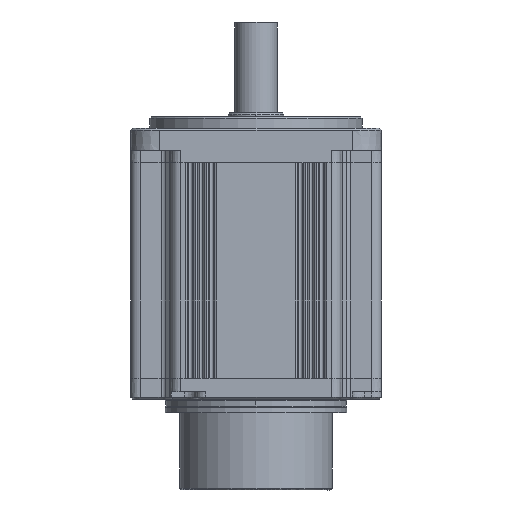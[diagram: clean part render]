
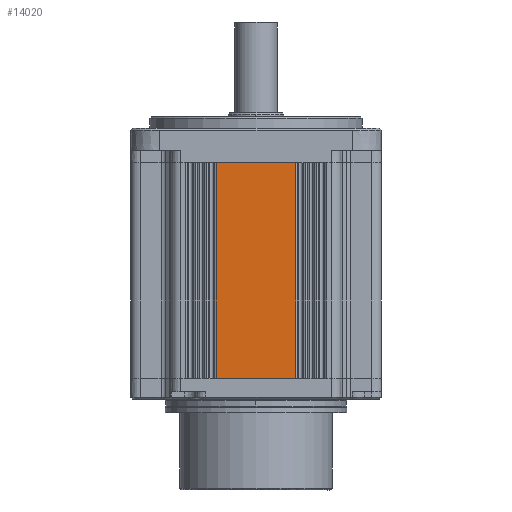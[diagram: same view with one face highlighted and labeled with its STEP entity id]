
A CAD part, front view. The second image highlights one B-rep face of the part: STEP entity #14020.
In plain terms, the highlighted planar face has unit normal (0, -1, 0).
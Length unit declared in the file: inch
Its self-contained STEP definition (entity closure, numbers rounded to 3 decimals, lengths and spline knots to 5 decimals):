
#55 = DIRECTION ( 'NONE',  ( 1., 0., 0. ) ) ;
#119 = CARTESIAN_POINT ( 'NONE',  ( -0.8074, -2.55906, -1.91929 ) ) ;
#1366 = VERTEX_POINT ( 'NONE', #8678 ) ;
#1399 = ORIENTED_EDGE ( 'NONE', *, *, #9012, .F. ) ;
#1579 = CARTESIAN_POINT ( 'NONE',  ( 0., -2.55906, 0.27559 ) ) ;
#1720 = VECTOR ( 'NONE', #17553, 39.37008 ) ;
#3018 = EDGE_LOOP ( 'NONE', ( #8198, #9235, #1399, #18325 ) ) ;
#3509 = CARTESIAN_POINT ( 'NONE',  ( 0.8074, -2.55906, -1.91929 ) ) ;
#5574 = CARTESIAN_POINT ( 'NONE',  ( 0.8074, -2.55906, -4.11417 ) ) ;
#5861 = CARTESIAN_POINT ( 'NONE',  ( 0., -2.55906, -1.91929 ) ) ;
#6565 = LINE ( 'NONE', #9423, #1720 ) ;
#7106 = VECTOR ( 'NONE', #55, 39.37008 ) ;
#7696 = CARTESIAN_POINT ( 'NONE',  ( -0.8074, -2.55906, -4.11417 ) ) ;
#8198 = ORIENTED_EDGE ( 'NONE', *, *, #16741, .F. ) ;
#8678 = CARTESIAN_POINT ( 'NONE',  ( 0.8074, -2.55906, 0.27559 ) ) ;
#8679 = CARTESIAN_POINT ( 'NONE',  ( -0.8074, -2.55906, 0.27559 ) ) ;
#9012 = EDGE_CURVE ( 'NONE', #1366, #15792, #14308, .T. ) ;
#9235 = ORIENTED_EDGE ( 'NONE', *, *, #16404, .T. ) ;
#9423 = CARTESIAN_POINT ( 'NONE',  ( 0., -2.55906, -4.11417 ) ) ;
#9480 = LINE ( 'NONE', #119, #14399 ) ;
#11269 = VERTEX_POINT ( 'NONE', #7696 ) ;
#12376 = AXIS2_PLACEMENT_3D ( 'NONE', #5861, #15427, #19925 ) ;
#12636 = DIRECTION ( 'NONE',  ( 0., 0., 1. ) ) ;
#12822 = EDGE_CURVE ( 'NONE', #18354, #1366, #13896, .T. ) ;
#13896 = LINE ( 'NONE', #1579, #7106 ) ;
#14020 = ADVANCED_FACE ( 'NONE', ( #16760 ), #19817, .F. ) ;
#14308 = LINE ( 'NONE', #3509, #16004 ) ;
#14399 = VECTOR ( 'NONE', #12636, 39.37008 ) ;
#14505 = DIRECTION ( 'NONE',  ( 0., 0., -1. ) ) ;
#15427 = DIRECTION ( 'NONE',  ( 0., 1., 0. ) ) ;
#15792 = VERTEX_POINT ( 'NONE', #5574 ) ;
#16004 = VECTOR ( 'NONE', #14505, 39.37008 ) ;
#16404 = EDGE_CURVE ( 'NONE', #11269, #15792, #6565, .T. ) ;
#16741 = EDGE_CURVE ( 'NONE', #11269, #18354, #9480, .T. ) ;
#16760 = FACE_OUTER_BOUND ( 'NONE', #3018, .T. ) ;
#17553 = DIRECTION ( 'NONE',  ( 1., 0., 0. ) ) ;
#18325 = ORIENTED_EDGE ( 'NONE', *, *, #12822, .F. ) ;
#18354 = VERTEX_POINT ( 'NONE', #8679 ) ;
#19817 = PLANE ( 'NONE',  #12376 ) ;
#19925 = DIRECTION ( 'NONE',  ( 0., 0., 1. ) ) ;
